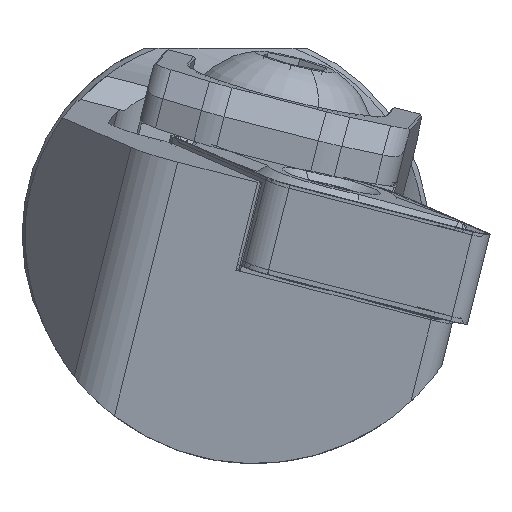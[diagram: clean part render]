
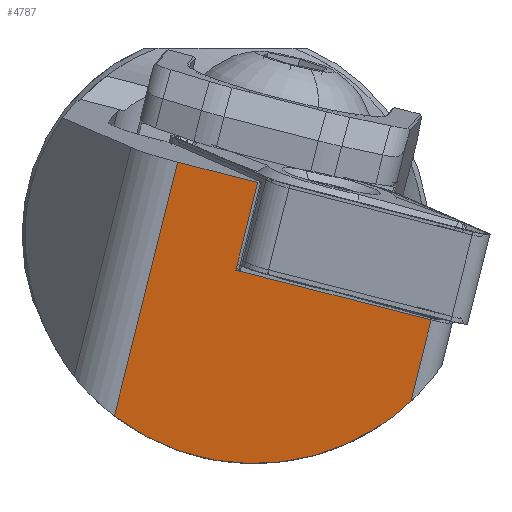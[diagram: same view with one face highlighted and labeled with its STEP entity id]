
A CAD part, left-side view. The second image highlights one B-rep face of the part: STEP entity #4787.
In plain terms, the highlighted planar face has unit normal (-0.993, 0.075, -0.089).
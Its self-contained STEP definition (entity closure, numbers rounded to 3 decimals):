
#196 = ORIENTED_EDGE ( 'NONE', *, *, #9508, .T. ) ;
#558 = CARTESIAN_POINT ( 'NONE',  ( -222.974, -8.609, -8.349 ) ) ;
#901 = LINE ( 'NONE', #2193, #9434 ) ;
#1411 = DIRECTION ( 'NONE',  ( 0.105, 0.241, -0.965 ) ) ;
#1554 = CARTESIAN_POINT ( 'NONE',  ( -249.909, -58.706, 250.306 ) ) ;
#1951 = LINE ( 'NONE', #9203, #6689 ) ;
#2106 = VECTOR ( 'NONE', #1411, 1000. ) ;
#2163 = ORIENTED_EDGE ( 'NONE', *, *, #9134, .T. ) ;
#2193 = CARTESIAN_POINT ( 'NONE',  ( -222.698, 3.927, -0.899 ) ) ;
#2277 = LINE ( 'NONE', #5006, #5039 ) ;
#2653 = FACE_OUTER_BOUND ( 'NONE', #10851, .T. ) ;
#3137 = DIRECTION ( 'NONE',  ( 0.051, 0.968, 0.247 ) ) ;
#3308 = CARTESIAN_POINT ( 'NONE',  ( -250.618, -72.239, 246.855 ) ) ;
#3310 = ORIENTED_EDGE ( 'NONE', *, *, #11647, .T. ) ;
#3715 = EDGE_CURVE ( 'NONE', #10282, #5757, #2277, .T. ) ;
#4023 = AXIS2_PLACEMENT_3D ( 'NONE', #1554, #4135, #9490 ) ;
#4135 = DIRECTION ( 'NONE',  ( 0.993, -0.075, 0.089 ) ) ;
#4152 = CARTESIAN_POINT ( 'NONE',  ( -222.904, -0.001, -1.901 ) ) ;
#4347 = VERTEX_POINT ( 'NONE', #6881 ) ;
#4787 = ADVANCED_FACE ( 'NONE', ( #2653 ), #7671, .F. ) ;
#4847 = VERTEX_POINT ( 'NONE', #11346 ) ;
#5006 = CARTESIAN_POINT ( 'NONE',  ( -224.846, -4.471, 16.026 ) ) ;
#5035 = CARTESIAN_POINT ( 'NONE',  ( -223.327, -0.251, 2.613 ) ) ;
#5039 = VECTOR ( 'NONE', #11309, 1000. ) ;
#5476 = VERTEX_POINT ( 'NONE', #10364 ) ;
#5757 = VERTEX_POINT ( 'NONE', #7876 ) ;
#6262 = LINE ( 'NONE', #3308, #2106 ) ;
#6689 = VECTOR ( 'NONE', #8258, 1000. ) ;
#6831 = CARTESIAN_POINT ( 'NONE',  ( -221.813, 5.966, -9.075 ) ) ;
#6881 = CARTESIAN_POINT ( 'NONE',  ( -222.974, -8.609, -8.349 ) ) ;
#7205 = ORIENTED_EDGE ( 'NONE', *, *, #3715, .T. ) ;
#7619 = ORIENTED_EDGE ( 'NONE', *, *, #11244, .T. ) ;
#7671 = PLANE ( 'NONE',  #4023 ) ;
#7876 = CARTESIAN_POINT ( 'NONE',  ( -223.37, -1.074, 2.403 ) ) ;
#7917 =( BOUNDED_CURVE ( )  B_SPLINE_CURVE ( 3, ( #6831, #8546, #11243, #558 ),
 .UNSPECIFIED., .F., .F. ) 
 B_SPLINE_CURVE_WITH_KNOTS ( ( 4, 4 ),
 ( 3.184, 4.595 ),
 .UNSPECIFIED. ) 
 CURVE ( )  GEOMETRIC_REPRESENTATION_ITEM ( )  RATIONAL_B_SPLINE_CURVE ( ( 1., 0.841, 0.841, 1. ) ) 
 REPRESENTATION_ITEM ( '' )  );
#7920 = VECTOR ( 'NONE', #3137, 1000. ) ;
#8258 = DIRECTION ( 'NONE',  ( 0.105, 0.241, -0.965 ) ) ;
#8323 = LINE ( 'NONE', #5035, #7920 ) ;
#8511 = DIRECTION ( 'NONE',  ( 0.051, 0.968, 0.247 ) ) ;
#8546 = CARTESIAN_POINT ( 'NONE',  ( -221.841, 1.381, -12.604 ) ) ;
#8800 = CARTESIAN_POINT ( 'NONE',  ( -221.813, 5.966, -9.075 ) ) ;
#9134 = EDGE_CURVE ( 'NONE', #5757, #4847, #8323, .T. ) ;
#9169 = VERTEX_POINT ( 'NONE', #8800 ) ;
#9203 = CARTESIAN_POINT ( 'NONE',  ( -249.909, -58.706, 250.306 ) ) ;
#9434 = VECTOR ( 'NONE', #8511, 1000. ) ;
#9490 = DIRECTION ( 'NONE',  ( 0.089, 0., -0.996 ) ) ;
#9508 = EDGE_CURVE ( 'NONE', #5476, #10282, #901, .T. ) ;
#10282 = VERTEX_POINT ( 'NONE', #4152 ) ;
#10364 = CARTESIAN_POINT ( 'NONE',  ( -223.407, -9.606, -4.35 ) ) ;
#10851 = EDGE_LOOP ( 'NONE', ( #196, #7205, #2163, #3310, #7619, #10863 ) ) ;
#10863 = ORIENTED_EDGE ( 'NONE', *, *, #11266, .F. ) ;
#11243 = CARTESIAN_POINT ( 'NONE',  ( -222.302, -4.397, -12.316 ) ) ;
#11244 = EDGE_CURVE ( 'NONE', #9169, #4347, #7917, .T. ) ;
#11266 = EDGE_CURVE ( 'NONE', #5476, #4347, #6262, .T. ) ;
#11309 = DIRECTION ( 'NONE',  ( -0.105, -0.241, 0.965 ) ) ;
#11346 = CARTESIAN_POINT ( 'NONE',  ( -223.165, 2.854, 3.405 ) ) ;
#11647 = EDGE_CURVE ( 'NONE', #4847, #9169, #1951, .T. ) ;
